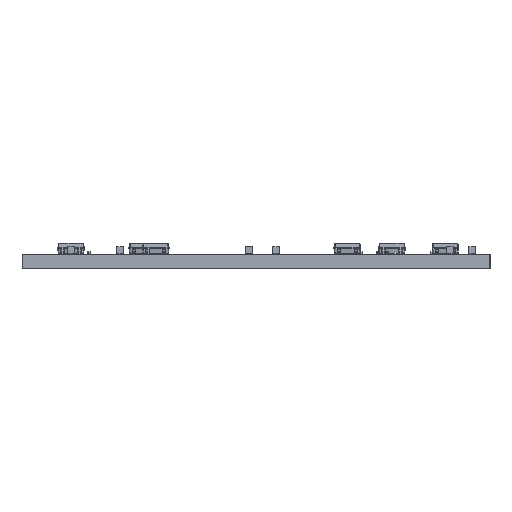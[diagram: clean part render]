
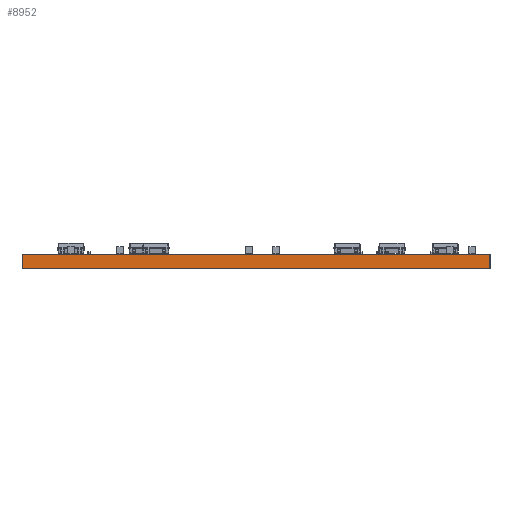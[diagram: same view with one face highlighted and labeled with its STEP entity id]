
A CAD part, left-side view. The second image highlights one B-rep face of the part: STEP entity #8952.
In plain terms, the highlighted planar face has unit normal (-1, 0, 0).
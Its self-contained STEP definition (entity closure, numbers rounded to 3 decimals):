
#8952 = ADVANCED_FACE('',(#8953),#8967,.F.);
#8953 = FACE_BOUND('',#8954,.F.);
#8954 = EDGE_LOOP('',(#8955,#8990,#9018,#9046));
#8955 = ORIENTED_EDGE('',*,*,#8956,.T.);
#8956 = EDGE_CURVE('',#8957,#8959,#8961,.T.);
#8957 = VERTEX_POINT('',#8958);
#8958 = CARTESIAN_POINT('',(74.5,-73.5,0.));
#8959 = VERTEX_POINT('',#8960);
#8960 = CARTESIAN_POINT('',(74.5,-73.5,1.6));
#8961 = SURFACE_CURVE('',#8962,(#8966,#8978),.PCURVE_S1.);
#8962 = LINE('',#8963,#8964);
#8963 = CARTESIAN_POINT('',(74.5,-73.5,0.));
#8964 = VECTOR('',#8965,1.);
#8965 = DIRECTION('',(0.,0.,1.));
#8966 = PCURVE('',#8967,#8972);
#8967 = PLANE('',#8968);
#8968 = AXIS2_PLACEMENT_3D('',#8969,#8970,#8971);
#8969 = CARTESIAN_POINT('',(74.5,-73.5,0.));
#8970 = DIRECTION('',(1.,0.,0.));
#8971 = DIRECTION('',(0.,-1.,0.));
#8972 = DEFINITIONAL_REPRESENTATION('',(#8973),#8977);
#8973 = LINE('',#8974,#8975);
#8974 = CARTESIAN_POINT('',(0.,0.));
#8975 = VECTOR('',#8976,1.);
#8976 = DIRECTION('',(0.,-1.));
#8977 = ( GEOMETRIC_REPRESENTATION_CONTEXT(2) 
PARAMETRIC_REPRESENTATION_CONTEXT() REPRESENTATION_CONTEXT('2D SPACE',''
  ) );
#8978 = PCURVE('',#8979,#8984);
#8979 = PLANE('',#8980);
#8980 = AXIS2_PLACEMENT_3D('',#8981,#8982,#8983);
#8981 = CARTESIAN_POINT('',(142.5,-73.5,0.));
#8982 = DIRECTION('',(0.,-1.,0.));
#8983 = DIRECTION('',(-1.,0.,0.));
#8984 = DEFINITIONAL_REPRESENTATION('',(#8985),#8989);
#8985 = LINE('',#8986,#8987);
#8986 = CARTESIAN_POINT('',(68.,0.));
#8987 = VECTOR('',#8988,1.);
#8988 = DIRECTION('',(0.,-1.));
#8989 = ( GEOMETRIC_REPRESENTATION_CONTEXT(2) 
PARAMETRIC_REPRESENTATION_CONTEXT() REPRESENTATION_CONTEXT('2D SPACE',''
  ) );
#8990 = ORIENTED_EDGE('',*,*,#8991,.T.);
#8991 = EDGE_CURVE('',#8959,#8992,#8994,.T.);
#8992 = VERTEX_POINT('',#8993);
#8993 = CARTESIAN_POINT('',(74.5,-126.,1.6));
#8994 = SURFACE_CURVE('',#8995,(#8999,#9006),.PCURVE_S1.);
#8995 = LINE('',#8996,#8997);
#8996 = CARTESIAN_POINT('',(74.5,-73.5,1.6));
#8997 = VECTOR('',#8998,1.);
#8998 = DIRECTION('',(0.,-1.,0.));
#8999 = PCURVE('',#8967,#9000);
#9000 = DEFINITIONAL_REPRESENTATION('',(#9001),#9005);
#9001 = LINE('',#9002,#9003);
#9002 = CARTESIAN_POINT('',(0.,-1.6));
#9003 = VECTOR('',#9004,1.);
#9004 = DIRECTION('',(1.,0.));
#9005 = ( GEOMETRIC_REPRESENTATION_CONTEXT(2) 
PARAMETRIC_REPRESENTATION_CONTEXT() REPRESENTATION_CONTEXT('2D SPACE',''
  ) );
#9006 = PCURVE('',#9007,#9012);
#9007 = PLANE('',#9008);
#9008 = AXIS2_PLACEMENT_3D('',#9009,#9010,#9011);
#9009 = CARTESIAN_POINT('',(108.5,-99.75,1.6));
#9010 = DIRECTION('',(0.,0.,1.));
#9011 = DIRECTION('',(1.,0.,0.));
#9012 = DEFINITIONAL_REPRESENTATION('',(#9013),#9017);
#9013 = LINE('',#9014,#9015);
#9014 = CARTESIAN_POINT('',(-34.,26.25));
#9015 = VECTOR('',#9016,1.);
#9016 = DIRECTION('',(0.,-1.));
#9017 = ( GEOMETRIC_REPRESENTATION_CONTEXT(2) 
PARAMETRIC_REPRESENTATION_CONTEXT() REPRESENTATION_CONTEXT('2D SPACE',''
  ) );
#9018 = ORIENTED_EDGE('',*,*,#9019,.F.);
#9019 = EDGE_CURVE('',#9020,#8992,#9022,.T.);
#9020 = VERTEX_POINT('',#9021);
#9021 = CARTESIAN_POINT('',(74.5,-126.,0.));
#9022 = SURFACE_CURVE('',#9023,(#9027,#9034),.PCURVE_S1.);
#9023 = LINE('',#9024,#9025);
#9024 = CARTESIAN_POINT('',(74.5,-126.,0.));
#9025 = VECTOR('',#9026,1.);
#9026 = DIRECTION('',(0.,0.,1.));
#9027 = PCURVE('',#8967,#9028);
#9028 = DEFINITIONAL_REPRESENTATION('',(#9029),#9033);
#9029 = LINE('',#9030,#9031);
#9030 = CARTESIAN_POINT('',(52.5,0.));
#9031 = VECTOR('',#9032,1.);
#9032 = DIRECTION('',(0.,-1.));
#9033 = ( GEOMETRIC_REPRESENTATION_CONTEXT(2) 
PARAMETRIC_REPRESENTATION_CONTEXT() REPRESENTATION_CONTEXT('2D SPACE',''
  ) );
#9034 = PCURVE('',#9035,#9040);
#9035 = PLANE('',#9036);
#9036 = AXIS2_PLACEMENT_3D('',#9037,#9038,#9039);
#9037 = CARTESIAN_POINT('',(74.5,-126.,0.));
#9038 = DIRECTION('',(0.,1.,0.));
#9039 = DIRECTION('',(1.,0.,0.));
#9040 = DEFINITIONAL_REPRESENTATION('',(#9041),#9045);
#9041 = LINE('',#9042,#9043);
#9042 = CARTESIAN_POINT('',(0.,0.));
#9043 = VECTOR('',#9044,1.);
#9044 = DIRECTION('',(0.,-1.));
#9045 = ( GEOMETRIC_REPRESENTATION_CONTEXT(2) 
PARAMETRIC_REPRESENTATION_CONTEXT() REPRESENTATION_CONTEXT('2D SPACE',''
  ) );
#9046 = ORIENTED_EDGE('',*,*,#9047,.F.);
#9047 = EDGE_CURVE('',#8957,#9020,#9048,.T.);
#9048 = SURFACE_CURVE('',#9049,(#9053,#9060),.PCURVE_S1.);
#9049 = LINE('',#9050,#9051);
#9050 = CARTESIAN_POINT('',(74.5,-73.5,0.));
#9051 = VECTOR('',#9052,1.);
#9052 = DIRECTION('',(0.,-1.,0.));
#9053 = PCURVE('',#8967,#9054);
#9054 = DEFINITIONAL_REPRESENTATION('',(#9055),#9059);
#9055 = LINE('',#9056,#9057);
#9056 = CARTESIAN_POINT('',(0.,0.));
#9057 = VECTOR('',#9058,1.);
#9058 = DIRECTION('',(1.,0.));
#9059 = ( GEOMETRIC_REPRESENTATION_CONTEXT(2) 
PARAMETRIC_REPRESENTATION_CONTEXT() REPRESENTATION_CONTEXT('2D SPACE',''
  ) );
#9060 = PCURVE('',#9061,#9066);
#9061 = PLANE('',#9062);
#9062 = AXIS2_PLACEMENT_3D('',#9063,#9064,#9065);
#9063 = CARTESIAN_POINT('',(108.5,-99.75,0.));
#9064 = DIRECTION('',(0.,0.,1.));
#9065 = DIRECTION('',(1.,0.,0.));
#9066 = DEFINITIONAL_REPRESENTATION('',(#9067),#9071);
#9067 = LINE('',#9068,#9069);
#9068 = CARTESIAN_POINT('',(-34.,26.25));
#9069 = VECTOR('',#9070,1.);
#9070 = DIRECTION('',(0.,-1.));
#9071 = ( GEOMETRIC_REPRESENTATION_CONTEXT(2) 
PARAMETRIC_REPRESENTATION_CONTEXT() REPRESENTATION_CONTEXT('2D SPACE',''
  ) );
